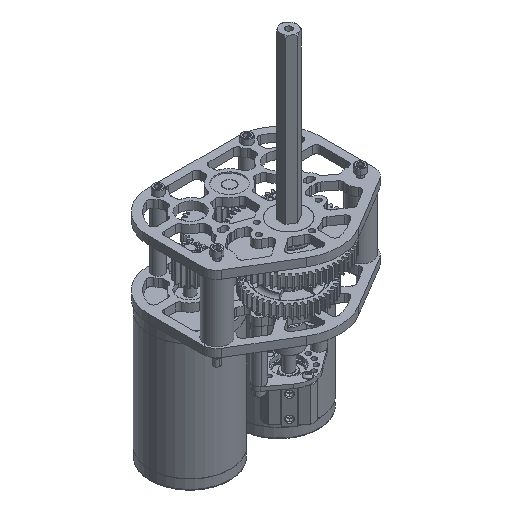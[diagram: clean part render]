
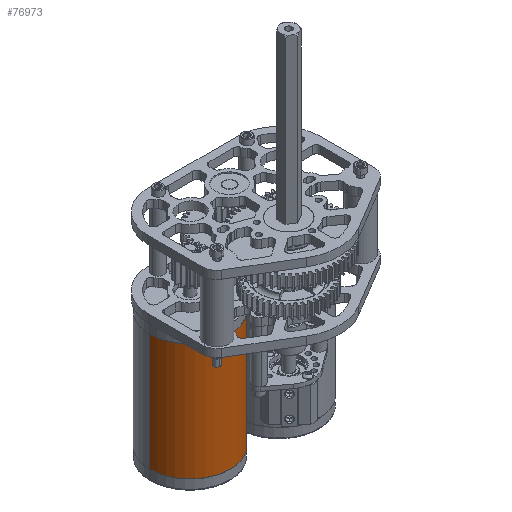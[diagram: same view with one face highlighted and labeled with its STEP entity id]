
A CAD part, isometric view. The second image highlights one B-rep face of the part: STEP entity #76973.
In plain terms, the highlighted cylindrical face has radius 32.004 mm (diameter 64.008 mm), a partial arc.
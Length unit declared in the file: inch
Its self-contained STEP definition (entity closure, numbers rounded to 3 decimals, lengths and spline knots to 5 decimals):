
#2544 = LINE ( 'NONE', #113698, #83525 ) ;
#3747 = CARTESIAN_POINT ( 'NONE',  ( 3.99096, 0., 0. ) ) ;
#6430 = CARTESIAN_POINT ( 'NONE',  ( 0., 0., -1.26 ) ) ;
#12597 = CARTESIAN_POINT ( 'NONE',  ( 3.99096, 0., 1.26 ) ) ;
#13574 = EDGE_LOOP ( 'NONE', ( #38497, #94502, #77256, #110680 ) ) ;
#14315 = DIRECTION ( 'NONE',  ( 0., 0., -1. ) ) ;
#34764 = CARTESIAN_POINT ( 'NONE',  ( 0.324, 0., 0. ) ) ;
#38434 = EDGE_CURVE ( 'NONE', #94103, #79437, #127866, .T. ) ;
#38497 = ORIENTED_EDGE ( 'NONE', *, *, #87467, .F. ) ;
#44641 = EDGE_CURVE ( 'NONE', #107981, #79437, #119035, .T. ) ;
#44732 = CARTESIAN_POINT ( 'NONE',  ( 3.99096, 0., -1.26 ) ) ;
#45352 = DIRECTION ( 'NONE',  ( 0., 0., -1. ) ) ;
#68442 = AXIS2_PLACEMENT_3D ( 'NONE', #3747, #77635, #14315 ) ;
#69715 = DIRECTION ( 'NONE',  ( 1., 0., 0. ) ) ;
#70627 = AXIS2_PLACEMENT_3D ( 'NONE', #107307, #117953, #97124 ) ;
#71700 = CIRCLE ( 'NONE', #113766, 1.26 ) ;
#76973 = ADVANCED_FACE ( 'NONE', ( #131726 ), #118489, .T. ) ;
#77256 = ORIENTED_EDGE ( 'NONE', *, *, #44641, .T. ) ;
#77635 = DIRECTION ( 'NONE',  ( 1., 0., 0. ) ) ;
#78524 = CARTESIAN_POINT ( 'NONE',  ( 0.324, 0., -1.26 ) ) ;
#79437 = VERTEX_POINT ( 'NONE', #44732 ) ;
#83525 = VECTOR ( 'NONE', #92414, 39.37008 ) ;
#87467 = EDGE_CURVE ( 'NONE', #118342, #94103, #2544, .T. ) ;
#89242 = EDGE_CURVE ( 'NONE', #118342, #107981, #71700, .T. ) ;
#92414 = DIRECTION ( 'NONE',  ( 1., 0., 0. ) ) ;
#94103 = VERTEX_POINT ( 'NONE', #12597 ) ;
#94200 = VECTOR ( 'NONE', #69715, 39.37008 ) ;
#94502 = ORIENTED_EDGE ( 'NONE', *, *, #89242, .T. ) ;
#97124 = DIRECTION ( 'NONE',  ( 0., 0., -1. ) ) ;
#107307 = CARTESIAN_POINT ( 'NONE',  ( 0., 0., 0. ) ) ;
#107981 = VERTEX_POINT ( 'NONE', #78524 ) ;
#108731 = DIRECTION ( 'NONE',  ( 1., 0., 0. ) ) ;
#110680 = ORIENTED_EDGE ( 'NONE', *, *, #38434, .F. ) ;
#113698 = CARTESIAN_POINT ( 'NONE',  ( 0., 0., 1.26 ) ) ;
#113766 = AXIS2_PLACEMENT_3D ( 'NONE', #34764, #108731, #45352 ) ;
#117953 = DIRECTION ( 'NONE',  ( 1., 0., 0. ) ) ;
#118342 = VERTEX_POINT ( 'NONE', #133077 ) ;
#118489 = CYLINDRICAL_SURFACE ( 'NONE', #70627, 1.26 ) ;
#119035 = LINE ( 'NONE', #6430, #94200 ) ;
#127866 = CIRCLE ( 'NONE', #68442, 1.26 ) ;
#131726 = FACE_OUTER_BOUND ( 'NONE', #13574, .T. ) ;
#133077 = CARTESIAN_POINT ( 'NONE',  ( 0.324, 0., 1.26 ) ) ;
